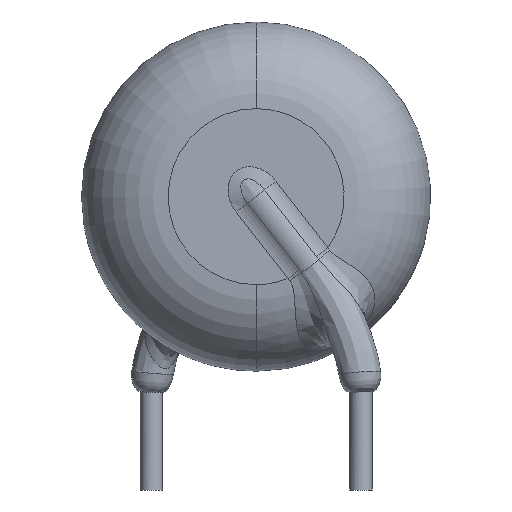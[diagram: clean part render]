
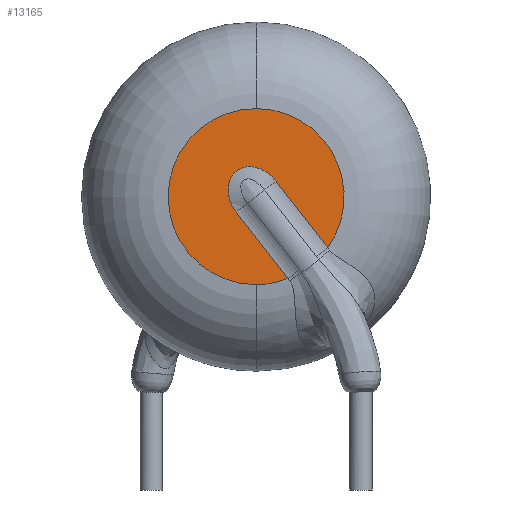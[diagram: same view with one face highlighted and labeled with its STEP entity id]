
A CAD part, front view. The second image highlights one B-rep face of the part: STEP entity #13165.
In plain terms, the highlighted planar face has unit normal (0, -1, 0).
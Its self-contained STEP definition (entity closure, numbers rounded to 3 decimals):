
#291 = CARTESIAN_POINT ( 'NONE',  ( -0.711, -3.1, 6.447 ) ) ;
#441 = CARTESIAN_POINT ( 'NONE',  ( 0., -3.1, 10.15 ) ) ;
#489 = VECTOR ( 'NONE', #11595, 1000. ) ;
#559 = CARTESIAN_POINT ( 'NONE',  ( -0.863, -3.1, 6.67 ) ) ;
#799 = VERTEX_POINT ( 'NONE', #11503 ) ;
#904 = EDGE_CURVE ( 'NONE', #8492, #8329, #11294, .T. ) ;
#1469 = ORIENTED_EDGE ( 'NONE', *, *, #5520, .T. ) ;
#1470 = CARTESIAN_POINT ( 'NONE',  ( -0.763, -3.1, 7.867 ) ) ;
#1588 = CARTESIAN_POINT ( 'NONE',  ( -0.711, -3.1, 6.447 ) ) ;
#1609 = CARTESIAN_POINT ( 'NONE',  ( 1.142, -3.1, 4.064 ) ) ;
#1674 = CARTESIAN_POINT ( 'NONE',  ( 0., -3.1, 7. ) ) ;
#1716 = CARTESIAN_POINT ( 'NONE',  ( 0.192, -3.1, 7.983 ) ) ;
#1748 = CARTESIAN_POINT ( 'NONE',  ( 0.711, -3.1, 7.553 ) ) ;
#2455 = ORIENTED_EDGE ( 'NONE', *, *, #904, .F. ) ;
#2638 = DIRECTION ( 'NONE',  ( 0., 1., 0. ) ) ;
#2750 = DIRECTION ( 'NONE',  ( 0.614, 0., -0.789 ) ) ;
#2820 = LINE ( 'NONE', #1748, #3104 ) ;
#3104 = VECTOR ( 'NONE', #2750, 1000. ) ;
#3328 = CARTESIAN_POINT ( 'NONE',  ( 2.565, -3.1, 5.171 ) ) ;
#3500 = AXIS2_PLACEMENT_3D ( 'NONE', #13844, #2638, #5189 ) ;
#3516 = ORIENTED_EDGE ( 'NONE', *, *, #11498, .F. ) ;
#3536 = CARTESIAN_POINT ( 'NONE',  ( 0., -3.1, 3.85 ) ) ;
#3933 = CIRCLE ( 'NONE', #5254, 3.15 ) ;
#4062 = LINE ( 'NONE', #1588, #489 ) ;
#4347 = CARTESIAN_POINT ( 'NONE',  ( -0.81, -3.1, 7.817 ) ) ;
#4757 = CARTESIAN_POINT ( 'NONE',  ( 0., -3.1, 7. ) ) ;
#4782 = B_SPLINE_CURVE_WITH_KNOTS ( 'NONE', 3,
 ( #11800, #6495, #559, #15535, #5271, #5427, #9159, #11550, #10574, #4347, #1470, #7954, #14310, #11639, #11474, #1716, #13993, #7875, #6655, #11714 ),
 .UNSPECIFIED., .F., .F.,
 ( 4, 2, 2, 2, 2, 2, 2, 2, 2, 4 ),
 ( 0., 0., 0.001, 0.001, 0.001, 0.002, 0.002, 0.002, 0.003, 0.003 ),
 .UNSPECIFIED. ) ;
#5124 = VERTEX_POINT ( 'NONE', #291 ) ;
#5189 = DIRECTION ( 'NONE',  ( 0., 0., 1. ) ) ;
#5193 = VERTEX_POINT ( 'NONE', #3328 ) ;
#5254 = AXIS2_PLACEMENT_3D ( 'NONE', #4757, #15862, #8512 ) ;
#5271 = CARTESIAN_POINT ( 'NONE',  ( -0.998, -3.1, 7.052 ) ) ;
#5306 = DIRECTION ( 'NONE',  ( 0., 1., 0. ) ) ;
#5427 = CARTESIAN_POINT ( 'NONE',  ( -1.013, -3.1, 7.322 ) ) ;
#5520 = EDGE_CURVE ( 'NONE', #799, #5193, #2820, .T. ) ;
#5679 = ORIENTED_EDGE ( 'NONE', *, *, #14350, .T. ) ;
#6338 = AXIS2_PLACEMENT_3D ( 'NONE', #9100, #11830, #14341 ) ;
#6432 = FACE_OUTER_BOUND ( 'NONE', #6728, .T. ) ;
#6495 = CARTESIAN_POINT ( 'NONE',  ( -0.795, -3.1, 6.554 ) ) ;
#6655 = CARTESIAN_POINT ( 'NONE',  ( 0.628, -3.1, 7.661 ) ) ;
#6723 = VERTEX_POINT ( 'NONE', #441 ) ;
#6728 = EDGE_LOOP ( 'NONE', ( #2455, #9181, #5679, #1469, #15043, #3516 ) ) ;
#7070 = AXIS2_PLACEMENT_3D ( 'NONE', #1674, #5306, #10121 ) ;
#7531 = EDGE_CURVE ( 'NONE', #6723, #5193, #3933, .T. ) ;
#7875 = CARTESIAN_POINT ( 'NONE',  ( 0.53, -3.1, 7.758 ) ) ;
#7954 = CARTESIAN_POINT ( 'NONE',  ( -0.604, -3.1, 7.992 ) ) ;
#8329 = VERTEX_POINT ( 'NONE', #3536 ) ;
#8492 = VERTEX_POINT ( 'NONE', #1609 ) ;
#8512 = DIRECTION ( 'NONE',  ( 0., 0., 1. ) ) ;
#9100 = CARTESIAN_POINT ( 'NONE',  ( 0., -3.1, 7. ) ) ;
#9159 = CARTESIAN_POINT ( 'NONE',  ( -0.995, -3.1, 7.459 ) ) ;
#9181 = ORIENTED_EDGE ( 'NONE', *, *, #11515, .T. ) ;
#10121 = DIRECTION ( 'NONE',  ( 0., 0., 1. ) ) ;
#10574 = CARTESIAN_POINT ( 'NONE',  ( -0.89, -3.1, 7.708 ) ) ;
#10728 = CIRCLE ( 'NONE', #7070, 3.15 ) ;
#11294 = CIRCLE ( 'NONE', #6338, 3.15 ) ;
#11332 = PLANE ( 'NONE',  #3500 ) ;
#11474 = CARTESIAN_POINT ( 'NONE',  ( -0.066, -3.1, 8.064 ) ) ;
#11498 = EDGE_CURVE ( 'NONE', #8329, #6723, #10728, .T. ) ;
#11503 = CARTESIAN_POINT ( 'NONE',  ( 0.711, -3.1, 7.553 ) ) ;
#11515 = EDGE_CURVE ( 'NONE', #8492, #5124, #4062, .T. ) ;
#11550 = CARTESIAN_POINT ( 'NONE',  ( -0.921, -3.1, 7.649 ) ) ;
#11595 = DIRECTION ( 'NONE',  ( -0.614, 0., 0.789 ) ) ;
#11639 = CARTESIAN_POINT ( 'NONE',  ( -0.203, -3.1, 8.081 ) ) ;
#11714 = CARTESIAN_POINT ( 'NONE',  ( 0.711, -3.1, 7.553 ) ) ;
#11800 = CARTESIAN_POINT ( 'NONE',  ( -0.711, -3.1, 6.447 ) ) ;
#11830 = DIRECTION ( 'NONE',  ( 0., 1., 0. ) ) ;
#13165 = ADVANCED_FACE ( 'NONE', ( #6432 ), #11332, .F. ) ;
#13844 = CARTESIAN_POINT ( 'NONE',  ( 0., -3.1, 7. ) ) ;
#13993 = CARTESIAN_POINT ( 'NONE',  ( 0.314, -3.1, 7.918 ) ) ;
#14310 = CARTESIAN_POINT ( 'NONE',  ( -0.473, -3.1, 8.045 ) ) ;
#14341 = DIRECTION ( 'NONE',  ( 0., 0., 1. ) ) ;
#14350 = EDGE_CURVE ( 'NONE', #5124, #799, #4782, .T. ) ;
#15043 = ORIENTED_EDGE ( 'NONE', *, *, #7531, .F. ) ;
#15535 = CARTESIAN_POINT ( 'NONE',  ( -0.965, -3.1, 6.921 ) ) ;
#15862 = DIRECTION ( 'NONE',  ( 0., 1., 0. ) ) ;
